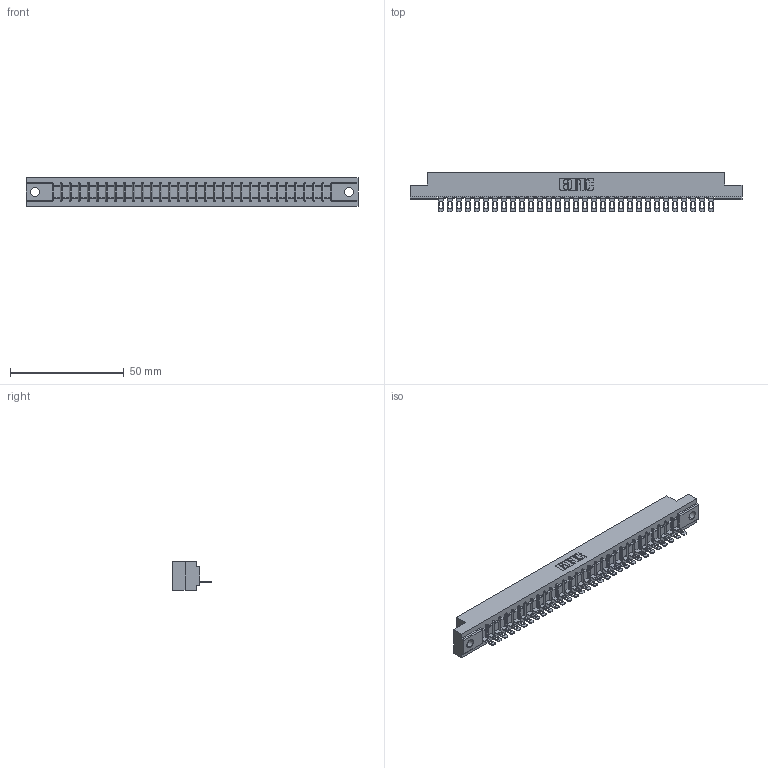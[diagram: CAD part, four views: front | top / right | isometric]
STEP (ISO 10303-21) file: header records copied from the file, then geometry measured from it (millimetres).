
FILE_DESCRIPTION (( 'STEP AP203' ), '1' );
FILE_NAME ('307-031-501-102.STEP', '2019-09-05T04:34:02', ( '' ), ( '' ), 'SwSTEP 2.0', 'SolidWorks 2016', '' );
FILE_SCHEMA (( 'CONFIG_CONTROL_DESIGN' ));
Length unit declared in the file: inch
Products named in the file (3): 307 Part_.128 Dia Mounting Holes; 307-031-501-102; 307-290-002_501
Assembly tree (32 placements, depth 2):
  307-031-501-102
    307 Part_.128 Dia Mounting Holes
    307-290-002_501  x31
Bounding box: 145.85 x 17.42 x 12.7 mm (x, y, z)
Volume: 15464.6 mm3; surface area: 19216.5 mm2
Topology: 32 solids, 32 shells, 2506 faces, 7701 edges, 5046 vertices
Faces by surface type: plane 1434, cylinder 1008, sphere 64
Entity records: 28728 total; most frequent: CARTESIAN_POINT 4844, ORIENTED_EDGE 4834, DIRECTION 4715, EDGE_CURVE 2417, VECTOR 1841, LINE 1841, VERTEX_POINT 1566, AXIS2_PLACEMENT_3D 1437
